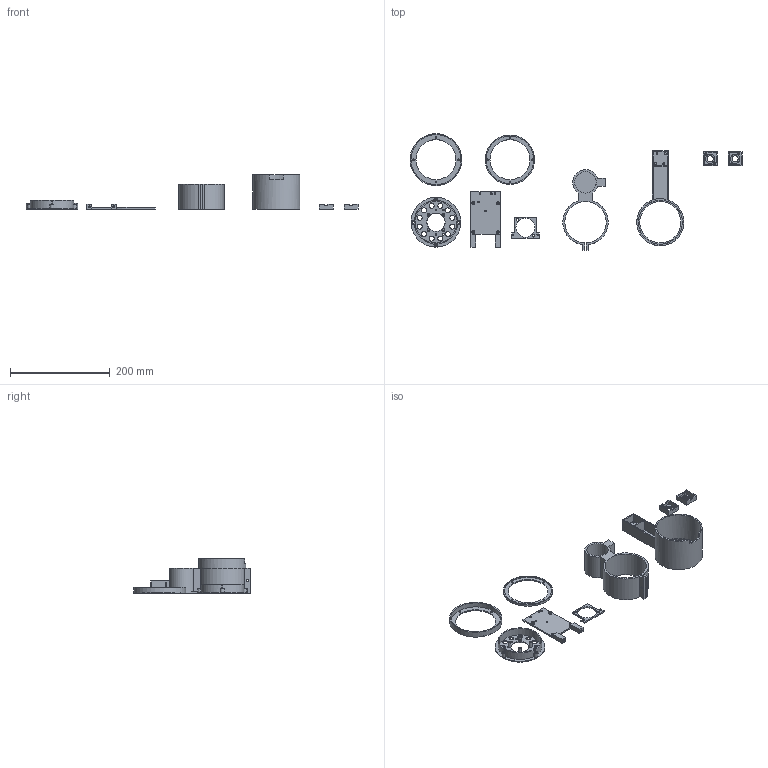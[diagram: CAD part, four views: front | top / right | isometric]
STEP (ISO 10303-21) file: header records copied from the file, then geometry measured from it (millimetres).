
FILE_DESCRIPTION(/* description */ (''),/* implementation_level */ '2;1');
FILE_NAME(/* name */ 'CAPV5 v28.step',/* time_stamp */ '2025-09-10T01:09:50-04:00',/* author */ (''),/* organization */ (''),/* preprocessor_version */ 'ST-DEVELOPER v20.1',/* originating_system */ 'Autodesk Translation Framework v14.10.0.0',/* authorisation */ '');
FILE_SCHEMA (('AUTOMOTIVE_DESIGN { 1 0 10303 214 3 1 1 }'));
Length unit declared in the file: millimetre
Products named in the file (11): CAPV5; Component1; cap-main; cap-support; cap-dome-holder; cap-gasket-template; cap-fan-holder; cap-poll-holder; cap-weather-shield-cover-sparkfun-bme280; cap-weather-sheild-sparkfun-bme-280; cap-weather-shield-cover-adafruit-bme680
Assembly tree (10 placements, depth 3):
  CAPV5
    Component1
      cap-main
      cap-support
      cap-dome-holder
      cap-gasket-template
      cap-fan-holder
      cap-poll-holder
      cap-weather-shield-cover-sparkfun-bme280
      cap-weather-sheild-sparkfun-bme-280
      cap-weather-shield-cover-adafruit-bme680
Bounding box: 665.9 x 233.83 x 70 mm (x, y, z)
Volume: 275500.8 mm3; surface area: 183097.6 mm2
Topology: 9 solids, 9 shells, 260 faces, 678 edges, 450 vertices
Faces by surface type: plane 131, cylinder 126, bspline 2, cone 1
Full cylindrical faces by diameter (mm): 2.7 x2, 2.8 x2, 3.2 x14, 3.4 x5, 3.5 x10, 4.1 x6, 4.2 x4, 4.826 x5, 5.5 x2, 6 x4, 6.731 x8, 10 x12, 12 x2, 19 x2, 36.5 x1, 38 x1, 43 x1, 80.2 x2, 82.5 x1, 83 x1, 88.5 x2, 94.5 x1, 95.2 x1, 99 x1, 100 x1, 100.2 x1, 104.2 x1
Entity records: 9992 total; most frequent: CARTESIAN_POINT 2933, DIRECTION 1418, ORIENTED_EDGE 1356, EDGE_CURVE 678, AXIS2_PLACEMENT_3D 520, VERTEX_POINT 450, EDGE_LOOP 388, LINE 378
